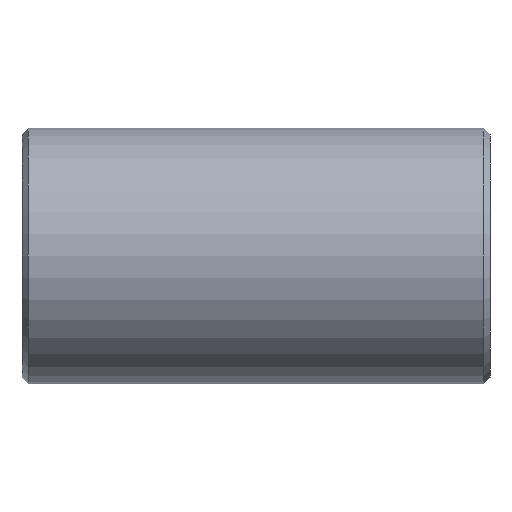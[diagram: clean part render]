
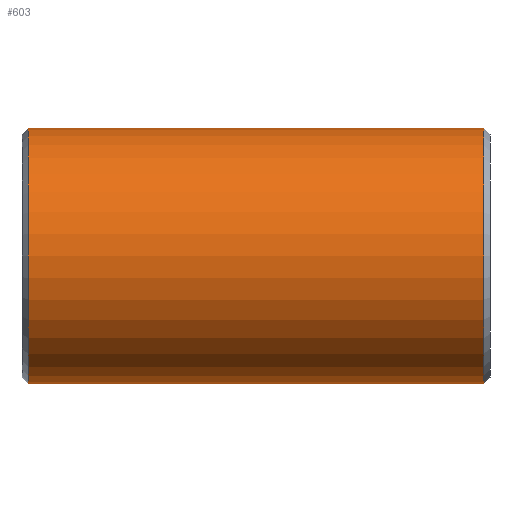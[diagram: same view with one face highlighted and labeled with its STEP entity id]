
A CAD part, front view. The second image highlights one B-rep face of the part: STEP entity #603.
In plain terms, the highlighted cylindrical face has radius 57.15 mm (diameter 114.3 mm), a partial arc.
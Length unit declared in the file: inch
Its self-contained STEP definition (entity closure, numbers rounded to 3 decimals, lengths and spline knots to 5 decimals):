
#11 = AXIS2_PLACEMENT_3D ( 'NONE', #12, #247, #726 ) ;
#12 = CARTESIAN_POINT ( 'NONE',  ( 4.12, 0., 0. ) ) ;
#33 = EDGE_CURVE ( 'NONE', #752, #314, #245, .T. ) ;
#58 = CARTESIAN_POINT ( 'NONE',  ( 4.12, 0., 2.25 ) ) ;
#79 = DIRECTION ( 'NONE',  ( 0., 0., 1. ) ) ;
#81 = DIRECTION ( 'NONE',  ( -1., 0., 0. ) ) ;
#123 = EDGE_CURVE ( 'NONE', #335, #165, #610, .T. ) ;
#165 = VERTEX_POINT ( 'NONE', #192 ) ;
#178 = CARTESIAN_POINT ( 'NONE',  ( 4.00767, 0., 2.25 ) ) ;
#182 = DIRECTION ( 'NONE',  ( 0., 0., -1. ) ) ;
#192 = CARTESIAN_POINT ( 'NONE',  ( -4.00767, 0., -2.25 ) ) ;
#212 = ORIENTED_EDGE ( 'NONE', *, *, #33, .T. ) ;
#245 = LINE ( 'NONE', #58, #488 ) ;
#247 = DIRECTION ( 'NONE',  ( -1., 0., 0. ) ) ;
#274 = EDGE_LOOP ( 'NONE', ( #289, #637, #212, #280 ) ) ;
#280 = ORIENTED_EDGE ( 'NONE', *, *, #749, .T. ) ;
#289 = ORIENTED_EDGE ( 'NONE', *, *, #123, .F. ) ;
#310 = CARTESIAN_POINT ( 'NONE',  ( 4.12, 0., -2.25 ) ) ;
#314 = VERTEX_POINT ( 'NONE', #748 ) ;
#316 = AXIS2_PLACEMENT_3D ( 'NONE', #369, #526, #79 ) ;
#335 = VERTEX_POINT ( 'NONE', #686 ) ;
#351 = AXIS2_PLACEMENT_3D ( 'NONE', #407, #356, #182 ) ;
#356 = DIRECTION ( 'NONE',  ( -1., 0., 0. ) ) ;
#365 = CIRCLE ( 'NONE', #351, 2.25 ) ;
#369 = CARTESIAN_POINT ( 'NONE',  ( -4.00767, 0., 0. ) ) ;
#407 = CARTESIAN_POINT ( 'NONE',  ( 4.00767, 0., 0. ) ) ;
#438 = VECTOR ( 'NONE', #81, 39.37008 ) ;
#454 = EDGE_CURVE ( 'NONE', #335, #752, #365, .T. ) ;
#475 = FACE_OUTER_BOUND ( 'NONE', #274, .T. ) ;
#488 = VECTOR ( 'NONE', #652, 39.37008 ) ;
#526 = DIRECTION ( 'NONE',  ( 1., 0., 0. ) ) ;
#603 = ADVANCED_FACE ( 'NONE', ( #475 ), #708, .T. ) ;
#610 = LINE ( 'NONE', #310, #438 ) ;
#637 = ORIENTED_EDGE ( 'NONE', *, *, #454, .T. ) ;
#649 = CIRCLE ( 'NONE', #316, 2.25 ) ;
#652 = DIRECTION ( 'NONE',  ( -1., 0., 0. ) ) ;
#686 = CARTESIAN_POINT ( 'NONE',  ( 4.00767, 0., -2.25 ) ) ;
#708 = CYLINDRICAL_SURFACE ( 'NONE', #11, 2.25 ) ;
#726 = DIRECTION ( 'NONE',  ( 0., 0., 1. ) ) ;
#748 = CARTESIAN_POINT ( 'NONE',  ( -4.00767, 0., 2.25 ) ) ;
#749 = EDGE_CURVE ( 'NONE', #314, #165, #649, .T. ) ;
#752 = VERTEX_POINT ( 'NONE', #178 ) ;
